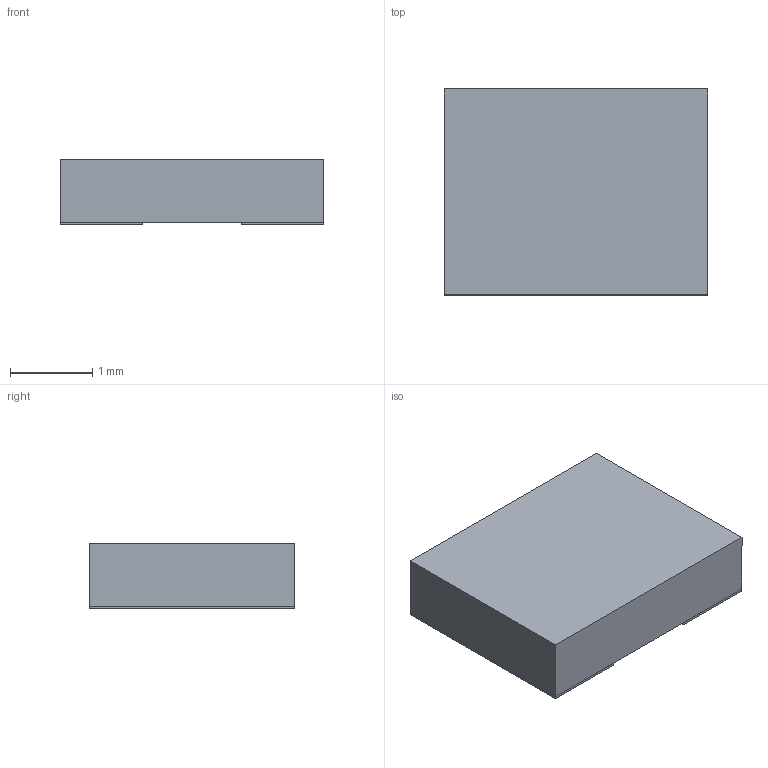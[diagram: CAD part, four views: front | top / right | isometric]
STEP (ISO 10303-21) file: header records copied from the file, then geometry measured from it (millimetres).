
FILE_DESCRIPTION (( 'STEP AP214' ), '1' );
FILE_NAME ('L_EUC3225HK.STEP', '2022-04-08T05:10:53', ( '' ), ( '' ), 'SwSTEP 2.0', 'SolidWorks 2012', '' );
FILE_SCHEMA (( 'AUTOMOTIVE_DESIGN' ));
Length unit declared in the file: millimetre
Products named in the file (2): L_EUC3225HK
Assembly tree (1 placements, depth 2):
  L_EUC3225HK
    L_EUC3225HK
Bounding box: 3.2 x 2.5 x 0.8 mm (x, y, z)
Volume: 6.3 mm3; surface area: 35.2 mm2
Topology: 3 solids, 3 shells, 18 faces, 36 edges, 24 vertices
Faces by surface type: plane 18
Entity records: 544 total; most frequent: CARTESIAN_POINT 82, DIRECTION 80, ORIENTED_EDGE 72, VECTOR 36, LINE 36, EDGE_CURVE 36, VERTEX_POINT 24, AXIS2_PLACEMENT_3D 22
